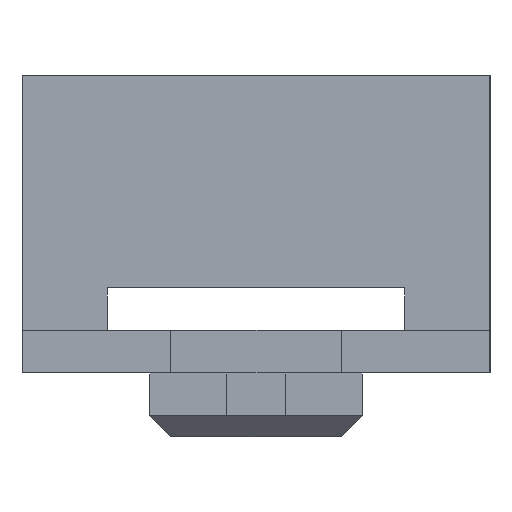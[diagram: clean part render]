
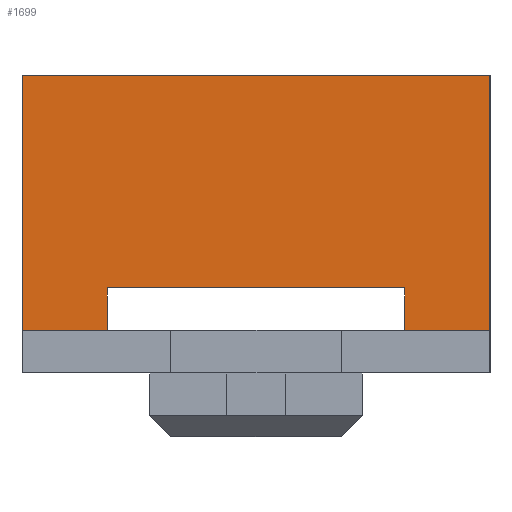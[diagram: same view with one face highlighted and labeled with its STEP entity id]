
A CAD part, left-side view. The second image highlights one B-rep face of the part: STEP entity #1699.
In plain terms, the highlighted planar face has unit normal (-1, 0, 0).
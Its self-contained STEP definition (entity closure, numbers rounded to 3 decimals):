
#68=PLANE('',#1827);
#147=FACE_OUTER_BOUND('',#255,.T.);
#255=EDGE_LOOP('',(#1307,#1308,#1309,#1310,#1311,#1312,#1313,#1314));
#371=LINE('',#2540,#562);
#379=LINE('',#2558,#570);
#400=LINE('',#2597,#591);
#406=LINE('',#2609,#597);
#407=LINE('',#2612,#598);
#409=LINE('',#2616,#600);
#410=LINE('',#2618,#601);
#411=LINE('',#2619,#602);
#562=VECTOR('',#2031,10.);
#570=VECTOR('',#2043,10.);
#591=VECTOR('',#2076,10.);
#597=VECTOR('',#2088,10.);
#598=VECTOR('',#2091,10.);
#600=VECTOR('',#2095,10.);
#601=VECTOR('',#2096,10.);
#602=VECTOR('',#2097,10.);
#796=VERTEX_POINT('',#2537);
#797=VERTEX_POINT('',#2539);
#804=VERTEX_POINT('',#2555);
#805=VERTEX_POINT('',#2557);
#820=VERTEX_POINT('',#2607);
#821=VERTEX_POINT('',#2611);
#822=VERTEX_POINT('',#2615);
#823=VERTEX_POINT('',#2617);
#963=EDGE_CURVE('',#797,#796,#371,.T.);
#971=EDGE_CURVE('',#805,#804,#379,.T.);
#992=EDGE_CURVE('',#796,#805,#400,.T.);
#998=EDGE_CURVE('',#804,#820,#406,.T.);
#999=EDGE_CURVE('',#821,#797,#407,.T.);
#1001=EDGE_CURVE('',#820,#822,#409,.T.);
#1002=EDGE_CURVE('',#823,#822,#410,.T.);
#1003=EDGE_CURVE('',#821,#823,#411,.T.);
#1307=ORIENTED_EDGE('',*,*,#963,.T.);
#1308=ORIENTED_EDGE('',*,*,#992,.T.);
#1309=ORIENTED_EDGE('',*,*,#971,.T.);
#1310=ORIENTED_EDGE('',*,*,#998,.T.);
#1311=ORIENTED_EDGE('',*,*,#1001,.T.);
#1312=ORIENTED_EDGE('',*,*,#1002,.F.);
#1313=ORIENTED_EDGE('',*,*,#1003,.F.);
#1314=ORIENTED_EDGE('',*,*,#999,.T.);
#1699=ADVANCED_FACE('',(#147),#68,.T.);
#1827=AXIS2_PLACEMENT_3D('',#2614,#2093,#2094);
#2031=DIRECTION('',(0.,0.,1.));
#2043=DIRECTION('',(0.,0.,-1.));
#2076=DIRECTION('',(0.,-1.,0.));
#2088=DIRECTION('',(0.,-1.,0.));
#2091=DIRECTION('',(0.,-1.,0.));
#2093=DIRECTION('center_axis',(-1.,0.,0.));
#2094=DIRECTION('ref_axis',(0.,-1.,0.));
#2095=DIRECTION('',(0.,0.,1.));
#2096=DIRECTION('',(0.,-1.,0.));
#2097=DIRECTION('',(0.,0.,1.));
#2537=CARTESIAN_POINT('',(0.,9.,2.));
#2539=CARTESIAN_POINT('',(0.,9.,1.));
#2540=CARTESIAN_POINT('',(0.,9.,1.5));
#2555=CARTESIAN_POINT('',(0.,2.,1.));
#2557=CARTESIAN_POINT('',(0.,2.,2.));
#2558=CARTESIAN_POINT('',(0.,2.,1.));
#2597=CARTESIAN_POINT('',(0.,6.5,2.));
#2607=CARTESIAN_POINT('',(0.,0.,1.));
#2609=CARTESIAN_POINT('',(0.,11.,1.));
#2611=CARTESIAN_POINT('',(0.,11.,1.));
#2612=CARTESIAN_POINT('',(0.,11.,1.));
#2614=CARTESIAN_POINT('Origin',(0.,11.,1.));
#2615=CARTESIAN_POINT('',(0.,0.,7.));
#2616=CARTESIAN_POINT('',(0.,0.,1.));
#2617=CARTESIAN_POINT('',(0.,11.,7.));
#2618=CARTESIAN_POINT('',(0.,11.,7.));
#2619=CARTESIAN_POINT('',(0.,11.,1.));
